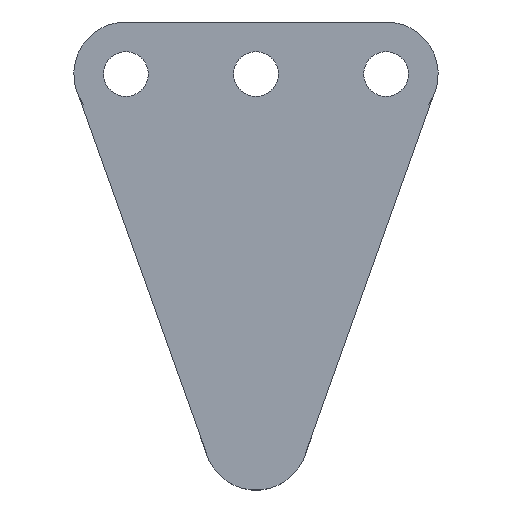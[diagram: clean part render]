
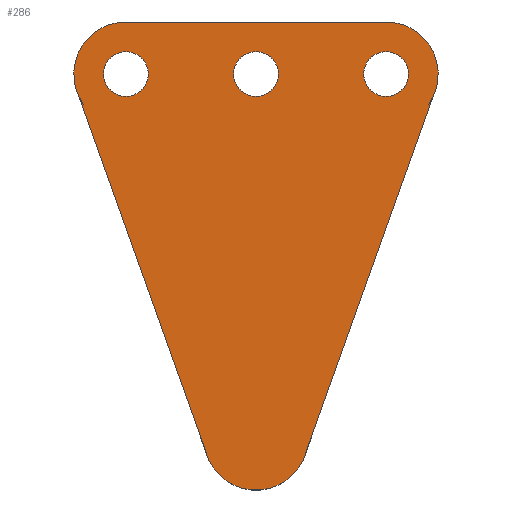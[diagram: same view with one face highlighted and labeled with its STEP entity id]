
A CAD part, top view. The second image highlights one B-rep face of the part: STEP entity #286.
In plain terms, the highlighted planar face has unit normal (0, 0, 1).
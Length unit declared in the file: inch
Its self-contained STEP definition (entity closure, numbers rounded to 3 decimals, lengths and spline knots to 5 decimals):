
#15=FACE_BOUND('',#57,.T.);
#16=FACE_BOUND('',#58,.T.);
#17=FACE_BOUND('',#59,.T.);
#26=PLANE('',#339);
#41=FACE_OUTER_BOUND('',#56,.T.);
#56=EDGE_LOOP('',(#239,#240,#241,#242,#243,#244,#245,#246,#247,#248));
#57=EDGE_LOOP('',(#249));
#58=EDGE_LOOP('',(#250));
#59=EDGE_LOOP('',(#251));
#70=LINE('',#460,#93);
#74=LINE('',#472,#97);
#78=LINE('',#482,#101);
#82=LINE('',#494,#105);
#86=LINE('',#502,#109);
#93=VECTOR('',#375,0.3937);
#97=VECTOR('',#387,0.3937);
#101=VECTOR('',#399,0.3937);
#105=VECTOR('',#411,0.3937);
#109=VECTOR('',#423,0.3937);
#110=CIRCLE('',#311,0.086);
#112=CIRCLE('',#314,0.086);
#114=CIRCLE('',#317,0.086);
#117=CIRCLE('',#321,0.2);
#119=CIRCLE('',#325,0.2);
#121=CIRCLE('',#329,0.2);
#123=CIRCLE('',#333,0.2);
#125=CIRCLE('',#337,0.2);
#126=VERTEX_POINT('',#430);
#128=VERTEX_POINT('',#436);
#130=VERTEX_POINT('',#442);
#134=VERTEX_POINT('',#451);
#135=VERTEX_POINT('',#453);
#137=VERTEX_POINT('',#459);
#139=VERTEX_POINT('',#465);
#141=VERTEX_POINT('',#471);
#143=VERTEX_POINT('',#477);
#145=VERTEX_POINT('',#487);
#147=VERTEX_POINT('',#493);
#148=EDGE_CURVE('',#126,#126,#110,.T.);
#151=EDGE_CURVE('',#128,#128,#112,.T.);
#154=EDGE_CURVE('',#130,#130,#114,.T.);
#159=EDGE_CURVE('',#135,#134,#117,.T.);
#162=EDGE_CURVE('',#137,#135,#70,.T.);
#165=EDGE_CURVE('',#139,#137,#119,.T.);
#168=EDGE_CURVE('',#141,#139,#74,.T.);
#171=EDGE_CURVE('',#143,#141,#121,.T.);
#174=EDGE_CURVE('',#141,#143,#78,.T.);
#177=EDGE_CURVE('',#145,#141,#123,.T.);
#180=EDGE_CURVE('',#147,#145,#82,.T.);
#183=EDGE_CURVE('',#135,#147,#125,.T.);
#186=EDGE_CURVE('',#134,#135,#86,.T.);
#239=ORIENTED_EDGE('',*,*,#186,.T.);
#240=ORIENTED_EDGE('',*,*,#183,.T.);
#241=ORIENTED_EDGE('',*,*,#180,.T.);
#242=ORIENTED_EDGE('',*,*,#177,.T.);
#243=ORIENTED_EDGE('',*,*,#174,.T.);
#244=ORIENTED_EDGE('',*,*,#171,.T.);
#245=ORIENTED_EDGE('',*,*,#168,.T.);
#246=ORIENTED_EDGE('',*,*,#165,.T.);
#247=ORIENTED_EDGE('',*,*,#162,.T.);
#248=ORIENTED_EDGE('',*,*,#159,.T.);
#249=ORIENTED_EDGE('',*,*,#154,.T.);
#250=ORIENTED_EDGE('',*,*,#151,.T.);
#251=ORIENTED_EDGE('',*,*,#148,.T.);
#286=ADVANCED_FACE('',(#41,#15,#16,#17),#26,.T.);
#311=AXIS2_PLACEMENT_3D('',#431,#345,#346);
#314=AXIS2_PLACEMENT_3D('',#437,#352,#353);
#317=AXIS2_PLACEMENT_3D('',#443,#359,#360);
#321=AXIS2_PLACEMENT_3D('',#454,#369,#370);
#325=AXIS2_PLACEMENT_3D('',#466,#381,#382);
#329=AXIS2_PLACEMENT_3D('',#478,#393,#394);
#333=AXIS2_PLACEMENT_3D('',#488,#405,#406);
#337=AXIS2_PLACEMENT_3D('',#498,#417,#418);
#339=AXIS2_PLACEMENT_3D('',#503,#424,#425);
#345=DIRECTION('center_axis',(0.,0.,-1.));
#346=DIRECTION('ref_axis',(-1.,0.,0.));
#352=DIRECTION('center_axis',(0.,0.,-1.));
#353=DIRECTION('ref_axis',(-1.,0.,0.));
#359=DIRECTION('center_axis',(0.,0.,-1.));
#360=DIRECTION('ref_axis',(-1.,0.,0.));
#369=DIRECTION('center_axis',(0.,0.,-1.));
#370=DIRECTION('ref_axis',(-1.,0.,0.));
#375=DIRECTION('',(0.336,0.942,0.));
#381=DIRECTION('center_axis',(0.,0.,1.));
#382=DIRECTION('ref_axis',(1.,0.,0.));
#387=DIRECTION('',(0.336,-0.942,0.));
#393=DIRECTION('center_axis',(0.,0.,-1.));
#394=DIRECTION('ref_axis',(-1.,0.,0.));
#399=DIRECTION('',(0.507,-0.862,0.));
#405=DIRECTION('center_axis',(0.,0.,1.));
#406=DIRECTION('ref_axis',(1.,0.,0.));
#411=DIRECTION('',(-1.,0.,0.));
#417=DIRECTION('center_axis',(0.,0.,1.));
#418=DIRECTION('ref_axis',(1.,0.,0.));
#423=DIRECTION('',(0.507,0.862,0.));
#424=DIRECTION('center_axis',(0.,0.,1.));
#425=DIRECTION('ref_axis',(1.,0.,0.));
#430=CARTESIAN_POINT('',(-0.35881,0.24322,0.0625));
#431=CARTESIAN_POINT('Origin',(-0.44481,0.24322,0.0625));
#436=CARTESIAN_POINT('',(0.64119,0.24322,0.0625));
#437=CARTESIAN_POINT('Origin',(0.55519,0.24322,0.0625));
#442=CARTESIAN_POINT('',(0.14119,0.24322,0.0625));
#443=CARTESIAN_POINT('Origin',(0.05519,0.24322,0.0625));
#451=CARTESIAN_POINT('',(0.71809,0.12719,0.0625));
#453=CARTESIAN_POINT('',(0.73576,0.15722,0.0625));
#454=CARTESIAN_POINT('Origin',(0.55519,0.24322,0.0625));
#459=CARTESIAN_POINT('',(0.23665,-1.23974,0.0625));
#460=CARTESIAN_POINT('',(0.23665,-1.23974,0.0625));
#465=CARTESIAN_POINT('',(-0.12627,-1.23974,0.0625));
#466=CARTESIAN_POINT('Origin',(0.05519,-1.15563,0.0625));
#471=CARTESIAN_POINT('',(-0.62537,0.15722,0.0625));
#472=CARTESIAN_POINT('',(-0.62537,0.15722,0.0625));
#477=CARTESIAN_POINT('',(-0.60771,0.12719,0.0625));
#478=CARTESIAN_POINT('Origin',(-0.44481,0.24322,0.0625));
#482=CARTESIAN_POINT('',(-0.62537,0.15722,0.0625));
#487=CARTESIAN_POINT('',(-0.44481,0.44322,0.0625));
#488=CARTESIAN_POINT('Origin',(-0.44481,0.24322,0.0625));
#493=CARTESIAN_POINT('',(0.55519,0.44322,0.0625));
#494=CARTESIAN_POINT('',(0.55519,0.44322,0.0625));
#498=CARTESIAN_POINT('Origin',(0.55519,0.24322,0.0625));
#502=CARTESIAN_POINT('',(0.71809,0.12719,0.0625));
#503=CARTESIAN_POINT('Origin',(0.05519,-0.4562,0.0625));
